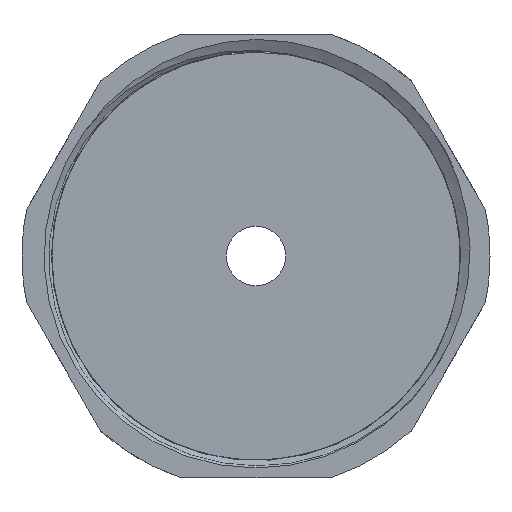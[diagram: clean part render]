
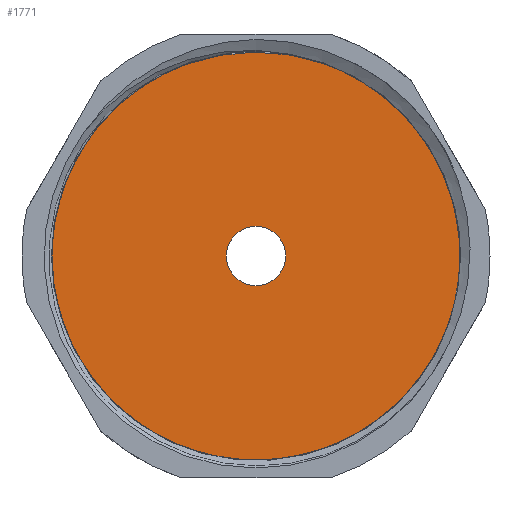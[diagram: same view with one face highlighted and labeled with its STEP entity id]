
A CAD part, front view. The second image highlights one B-rep face of the part: STEP entity #1771.
In plain terms, the highlighted planar face has unit normal (0, -1, 0).
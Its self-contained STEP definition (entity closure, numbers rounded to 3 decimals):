
#821=CARTESIAN_POINT('',(0.,8.,0.));
#822=DIRECTION('',(0.,1.,0.));
#823=DIRECTION('',(-1.,0.,0.));
#824=AXIS2_PLACEMENT_3D('',#821,#822,#823);
#826=CARTESIAN_POINT('',(0.,8.,0.));
#827=DIRECTION('',(0.,1.,0.));
#828=DIRECTION('',(1.,0.,0.));
#829=AXIS2_PLACEMENT_3D('',#826,#827,#828);
#831=CARTESIAN_POINT('',(0.,8.,0.));
#832=DIRECTION('',(0.,-1.,0.));
#833=DIRECTION('',(0.,0.,1.));
#834=AXIS2_PLACEMENT_3D('',#831,#832,#833);
#836=CARTESIAN_POINT('',(0.,8.,0.));
#837=DIRECTION('',(0.,-1.,0.));
#838=DIRECTION('',(0.,0.,-1.));
#839=AXIS2_PLACEMENT_3D('',#836,#837,#838);
#951=CARTESIAN_POINT('',(29.,8.,0.));
#952=VERTEX_POINT('',#951);
#953=CARTESIAN_POINT('',(-29.,8.,0.));
#954=VERTEX_POINT('',#953);
#956=CARTESIAN_POINT('',(0.,8.,4.));
#957=CARTESIAN_POINT('',(0.,8.,-4.));
#958=VERTEX_POINT('',#956);
#959=VERTEX_POINT('',#957);
#1756=CARTESIAN_POINT('',(0.,8.,0.));
#1757=DIRECTION('',(0.,-1.,0.));
#1758=DIRECTION('',(1.,0.,0.));
#1759=AXIS2_PLACEMENT_3D('',#1756,#1757,#1758);
#1760=PLANE('',#1759);
#1761=ORIENTED_EDGE('',*,*,#1622,.T.);
#1762=ORIENTED_EDGE('',*,*,#1750,.T.);
#1763=EDGE_LOOP('',(#1761,#1762));
#1764=FACE_OUTER_BOUND('',#1763,.F.);
#1766=ORIENTED_EDGE('',*,*,#1765,.T.);
#1768=ORIENTED_EDGE('',*,*,#1767,.T.);
#1769=EDGE_LOOP('',(#1766,#1768));
#1770=FACE_BOUND('',#1769,.F.);
#825=CIRCLE('',#824,29.);
#830=CIRCLE('',#829,29.);
#835=CIRCLE('',#834,4.);
#840=CIRCLE('',#839,4.);
#1622=EDGE_CURVE('',#954,#952,#825,.T.);
#1750=EDGE_CURVE('',#952,#954,#830,.T.);
#1765=EDGE_CURVE('',#958,#959,#835,.T.);
#1767=EDGE_CURVE('',#959,#958,#840,.T.);
#1771=ADVANCED_FACE('',(#1764,#1770),#1760,.T.);
